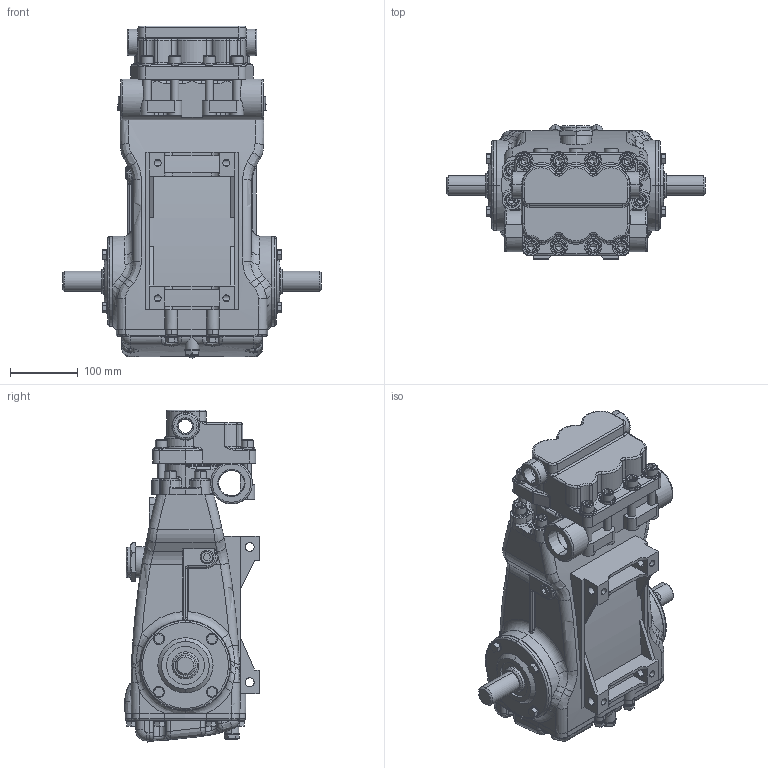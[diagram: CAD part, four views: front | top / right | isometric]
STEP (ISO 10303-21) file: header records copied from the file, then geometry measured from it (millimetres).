
FILE_DESCRIPTION (( 'STEP AP214' ), '1' );
FILE_NAME ('2530.STEP', '2007-09-17T19:17:03', ( ' ' ), ( ' ' ), 'SwSTEP 2.0', 'SolidWorks 2007', '' );
FILE_SCHEMA (( 'AUTOMOTIVE_DESIGN' ));
Length unit declared in the file: inch
Products named in the file (7): Spring Lock Washer_2_JIS_JIS B 1251 No.2 12; Socket Head Cap Screw_AM_B18.3.1M - 12 x 1.75 x 40 Hex SHCS -- 40NHX; 45753; Socket Head Cap Screw_AM_B18.3.1M - 12 x 1.75 x 65 Hex SHCS -- 36NHX; 2530; 25frame_drive_end; 45750
Assembly tree (27 placements, depth 2):
  2530
    Socket Head Cap Screw_AM_B18.3.1M - 12 x 1.75 x 65 Hex SHCS -- 36NHX  x8
    Spring Lock Washer_2_JIS_JIS B 1251 No.2 12  x12
    Socket Head Cap Screw_AM_B18.3.1M - 12 x 1.75 x 40 Hex SHCS -- 40NHX  x4
    25frame_drive_end
    45753
    45750
Bounding box: 382.02 x 198.55 x 490.72 mm (x, y, z)
Volume: 12845323.2 mm3; surface area: 699095.7 mm2
Topology: 27 solids, 27 shells, 1854 faces, 4452 edges, 2684 vertices
Faces by surface type: plane 769, cylinder 556, torus 209, bspline 179, cone 118, sphere 23
Entity records: 62028 total; most frequent: CARTESIAN_POINT 20940, DIRECTION 7604, ORIENTED_EDGE 7390, EDGE_CURVE 3695, AXIS2_PLACEMENT_3D 3075, VERTEX_POINT 2260, CIRCLE 1706, EDGE_LOOP 1665
